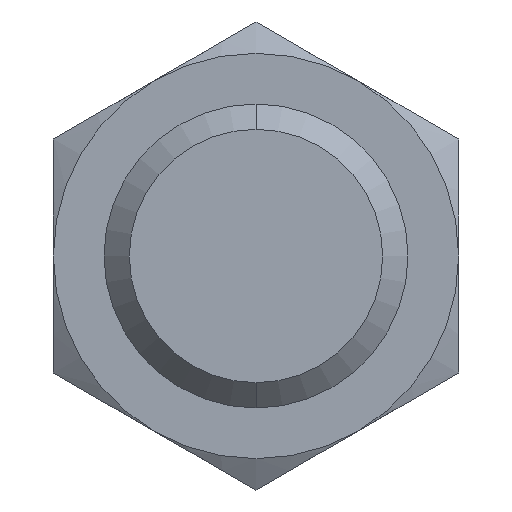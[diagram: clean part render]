
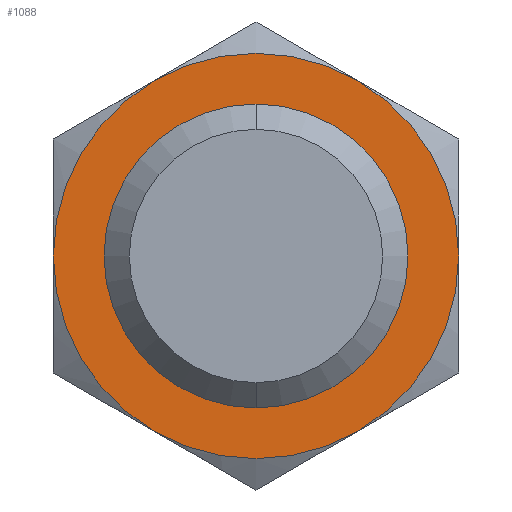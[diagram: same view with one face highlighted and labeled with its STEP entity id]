
A CAD part, front view. The second image highlights one B-rep face of the part: STEP entity #1088.
In plain terms, the highlighted face is planar.
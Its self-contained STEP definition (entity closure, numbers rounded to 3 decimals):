
#29 = EDGE_LOOP ( 'NONE', ( #294, #1061, #1226, #669, #362, #1943 ) ) ;
#69 = DIRECTION ( 'NONE',  ( 0., 0., 1. ) ) ;
#95 = CARTESIAN_POINT ( 'NONE',  ( 2., -3.464, 0. ) ) ;
#202 = AXIS2_PLACEMENT_3D ( 'NONE', #2153, #2949, #3229 ) ;
#294 = ORIENTED_EDGE ( 'NONE', *, *, #2304, .T. ) ;
#351 = DIRECTION ( 'NONE',  ( 0., 0., -1. ) ) ;
#362 = ORIENTED_EDGE ( 'NONE', *, *, #3194, .T. ) ;
#426 = AXIS2_PLACEMENT_3D ( 'NONE', #3231, #1422, #866 ) ;
#459 = DIRECTION ( 'NONE',  ( 0., 0., -1. ) ) ;
#470 = AXIS2_PLACEMENT_3D ( 'NONE', #2094, #840, #1632 ) ;
#522 = CIRCLE ( 'NONE', #2172, 2.817 ) ;
#536 = CIRCLE ( 'NONE', #202, 4. ) ;
#572 = CIRCLE ( 'NONE', #426, 4. ) ;
#596 = CIRCLE ( 'NONE', #759, 4. ) ;
#618 = CARTESIAN_POINT ( 'NONE',  ( -2.817, 0., 0. ) ) ;
#648 = CARTESIAN_POINT ( 'NONE',  ( 2., 3.464, 0. ) ) ;
#664 = EDGE_CURVE ( 'NONE', #3259, #3134, #596, .T. ) ;
#669 = ORIENTED_EDGE ( 'NONE', *, *, #2136, .T. ) ;
#724 = EDGE_LOOP ( 'NONE', ( #2020, #2530 ) ) ;
#759 = AXIS2_PLACEMENT_3D ( 'NONE', #1260, #459, #3072 ) ;
#764 = VERTEX_POINT ( 'NONE', #2839 ) ;
#814 = CIRCLE ( 'NONE', #470, 4. ) ;
#840 = DIRECTION ( 'NONE',  ( 0., 0., -1. ) ) ;
#858 = DIRECTION ( 'NONE',  ( -1., 0., 0. ) ) ;
#866 = DIRECTION ( 'NONE',  ( -1., 0., 0. ) ) ;
#881 = AXIS2_PLACEMENT_3D ( 'NONE', #2203, #69, #2474 ) ;
#907 = DIRECTION ( 'NONE',  ( 1., 0., 0. ) ) ;
#932 = DIRECTION ( 'NONE',  ( 0., 0., 1. ) ) ;
#1061 = ORIENTED_EDGE ( 'NONE', *, *, #664, .T. ) ;
#1088 = ADVANCED_FACE ( 'NONE', ( #2536, #1745 ), #2509, .F. ) ;
#1132 = CARTESIAN_POINT ( 'NONE',  ( -4., 0., 0. ) ) ;
#1226 = ORIENTED_EDGE ( 'NONE', *, *, #2617, .T. ) ;
#1260 = CARTESIAN_POINT ( 'NONE',  ( 0., 0., 0. ) ) ;
#1422 = DIRECTION ( 'NONE',  ( 0., 0., -1. ) ) ;
#1576 = AXIS2_PLACEMENT_3D ( 'NONE', #3228, #351, #2458 ) ;
#1632 = DIRECTION ( 'NONE',  ( -1., 0., 0. ) ) ;
#1714 = AXIS2_PLACEMENT_3D ( 'NONE', #2782, #1972, #907 ) ;
#1745 = FACE_OUTER_BOUND ( 'NONE', #29, .T. ) ;
#1771 = CIRCLE ( 'NONE', #881, 2.817 ) ;
#1943 = ORIENTED_EDGE ( 'NONE', *, *, #2784, .T. ) ;
#1972 = DIRECTION ( 'NONE',  ( 0., 0., 1. ) ) ;
#1984 = DIRECTION ( 'NONE',  ( 1., 0., 0. ) ) ;
#2020 = ORIENTED_EDGE ( 'NONE', *, *, #2814, .T. ) ;
#2064 = CARTESIAN_POINT ( 'NONE',  ( 0., 0., 0. ) ) ;
#2078 = VERTEX_POINT ( 'NONE', #1132 ) ;
#2094 = CARTESIAN_POINT ( 'NONE',  ( 0., 0., 0. ) ) ;
#2136 = EDGE_CURVE ( 'NONE', #2593, #2078, #536, .T. ) ;
#2153 = CARTESIAN_POINT ( 'NONE',  ( 0., 0., 0. ) ) ;
#2172 = AXIS2_PLACEMENT_3D ( 'NONE', #3021, #932, #1984 ) ;
#2203 = CARTESIAN_POINT ( 'NONE',  ( 0., 0., 0. ) ) ;
#2241 = VERTEX_POINT ( 'NONE', #618 ) ;
#2256 = CARTESIAN_POINT ( 'NONE',  ( -2., 3.464, 0. ) ) ;
#2304 = EDGE_CURVE ( 'NONE', #2406, #3259, #2837, .T. ) ;
#2353 = VERTEX_POINT ( 'NONE', #2256 ) ;
#2394 = CIRCLE ( 'NONE', #1576, 4. ) ;
#2406 = VERTEX_POINT ( 'NONE', #648 ) ;
#2458 = DIRECTION ( 'NONE',  ( -1., 0., 0. ) ) ;
#2474 = DIRECTION ( 'NONE',  ( 1., 0., 0. ) ) ;
#2509 = PLANE ( 'NONE',  #1714 ) ;
#2530 = ORIENTED_EDGE ( 'NONE', *, *, #3241, .T. ) ;
#2536 = FACE_BOUND ( 'NONE', #724, .T. ) ;
#2593 = VERTEX_POINT ( 'NONE', #3171 ) ;
#2617 = EDGE_CURVE ( 'NONE', #3134, #2593, #814, .T. ) ;
#2685 = AXIS2_PLACEMENT_3D ( 'NONE', #2064, #2851, #858 ) ;
#2782 = CARTESIAN_POINT ( 'NONE',  ( 4., 6.928, 0. ) ) ;
#2784 = EDGE_CURVE ( 'NONE', #2353, #2406, #572, .T. ) ;
#2814 = EDGE_CURVE ( 'NONE', #2241, #764, #1771, .T. ) ;
#2837 = CIRCLE ( 'NONE', #2685, 4. ) ;
#2839 = CARTESIAN_POINT ( 'NONE',  ( 2.817, 0., 0. ) ) ;
#2851 = DIRECTION ( 'NONE',  ( 0., 0., -1. ) ) ;
#2949 = DIRECTION ( 'NONE',  ( 0., 0., -1. ) ) ;
#3021 = CARTESIAN_POINT ( 'NONE',  ( 0., 0., 0. ) ) ;
#3072 = DIRECTION ( 'NONE',  ( -1., 0., 0. ) ) ;
#3134 = VERTEX_POINT ( 'NONE', #95 ) ;
#3171 = CARTESIAN_POINT ( 'NONE',  ( -2., -3.464, 0. ) ) ;
#3194 = EDGE_CURVE ( 'NONE', #2078, #2353, #2394, .T. ) ;
#3228 = CARTESIAN_POINT ( 'NONE',  ( 0., 0., 0. ) ) ;
#3229 = DIRECTION ( 'NONE',  ( -1., 0., 0. ) ) ;
#3231 = CARTESIAN_POINT ( 'NONE',  ( 0., 0., 0. ) ) ;
#3241 = EDGE_CURVE ( 'NONE', #764, #2241, #522, .T. ) ;
#3259 = VERTEX_POINT ( 'NONE', #3311 ) ;
#3311 = CARTESIAN_POINT ( 'NONE',  ( 4., 0., 0. ) ) ;
